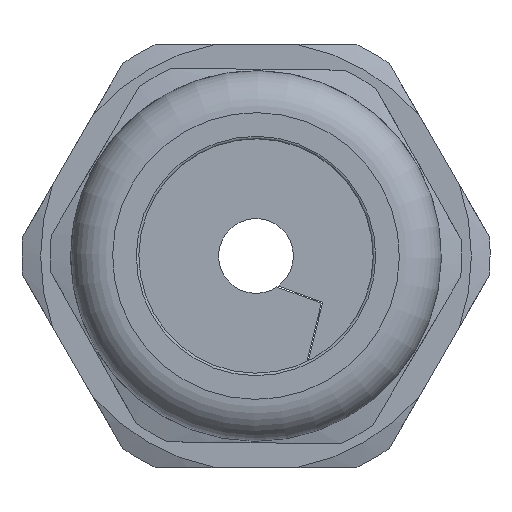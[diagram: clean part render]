
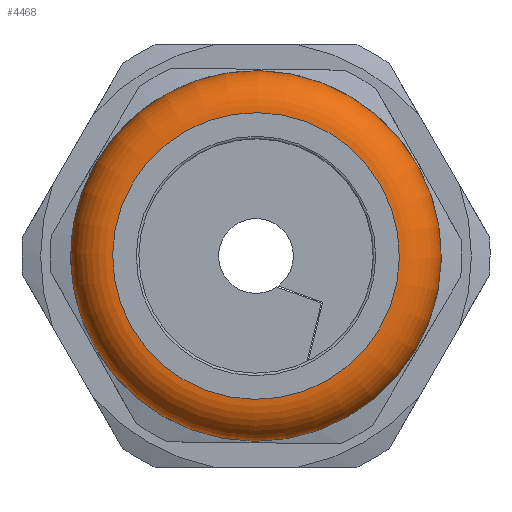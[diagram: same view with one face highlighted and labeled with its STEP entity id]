
A CAD part, left-side view. The second image highlights one B-rep face of the part: STEP entity #4468.
In plain terms, the highlighted toroidal (fillet/blend) face has major radius 11.515 mm and minor radius 3.36 mm.
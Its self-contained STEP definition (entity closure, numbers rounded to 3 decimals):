
#164=FACE_BOUND('',#971,.T.);
#197=TOROIDAL_SURFACE('',#4808,11.515,3.36);
#253=CIRCLE('',#4771,11.515);
#271=CIRCLE('',#4809,14.875);
#691=FACE_OUTER_BOUND('',#970,.T.);
#970=EDGE_LOOP('',(#3097));
#971=EDGE_LOOP('',(#3098));
#1807=VERTEX_POINT('',#6848);
#1843=VERTEX_POINT('',#8623);
#2278=EDGE_CURVE('',#1807,#1807,#253,.T.);
#2331=EDGE_CURVE('',#1843,#1843,#271,.T.);
#3097=ORIENTED_EDGE('',*,*,#2331,.F.);
#3098=ORIENTED_EDGE('',*,*,#2278,.T.);
#4468=ADVANCED_FACE('',(#691,#164),#197,.T.);
#4771=AXIS2_PLACEMENT_3D('',#6849,#5405,#5406);
#4808=AXIS2_PLACEMENT_3D('',#8622,#5494,#5495);
#4809=AXIS2_PLACEMENT_3D('',#8624,#5496,#5497);
#5405=DIRECTION('center_axis',(1.,0.,0.));
#5406=DIRECTION('ref_axis',(0.,0.,-1.));
#5494=DIRECTION('center_axis',(1.,0.,0.));
#5495=DIRECTION('ref_axis',(0.,0.,-1.));
#5496=DIRECTION('center_axis',(1.,0.,0.));
#5497=DIRECTION('ref_axis',(0.,0.,-1.));
#6848=CARTESIAN_POINT('',(-20.78,11.515,0.));
#6849=CARTESIAN_POINT('Origin',(-20.78,0.,0.));
#8622=CARTESIAN_POINT('Origin',(-17.42,0.,0.));
#8623=CARTESIAN_POINT('',(-17.42,14.875,0.));
#8624=CARTESIAN_POINT('Origin',(-17.42,0.,0.));
